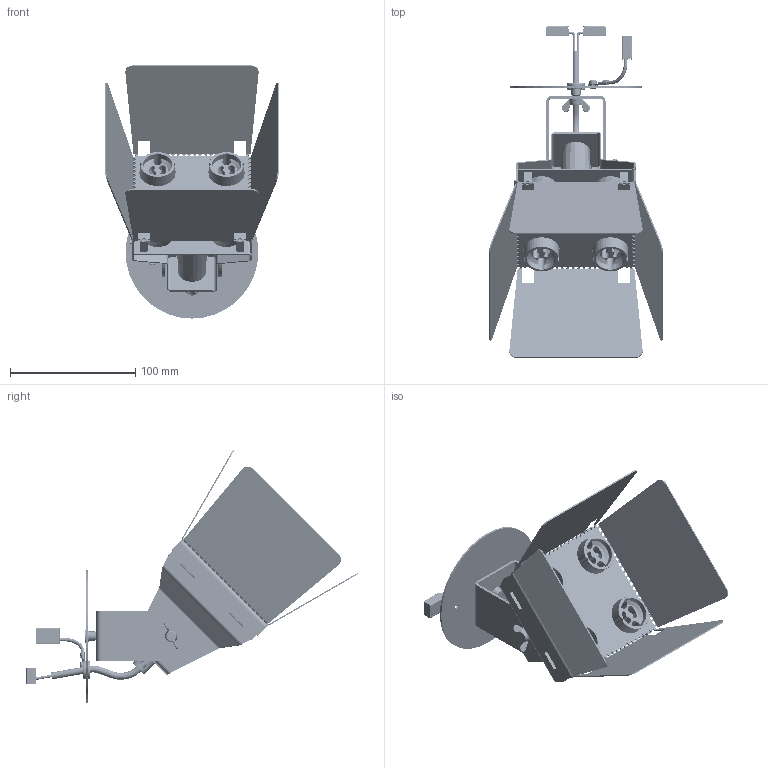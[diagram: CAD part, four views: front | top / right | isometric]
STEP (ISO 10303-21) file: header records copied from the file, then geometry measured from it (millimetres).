
FILE_DESCRIPTION (( 'STEP AP203' ), '1' );
FILE_NAME ('Ledspot_Spot4_Flush mount.STEP', '2025-09-17T12:30:21', ( '' ), ( '' ), 'SwSTEP 2.0', 'SolidWorks 2017', '' );
FILE_SCHEMA (( 'CONFIG_CONTROL_DESIGN' ));
Length unit declared in the file: millimetre
Products named in the file (20): Ledspot_Spot4_Flush mount; GU10 fitting_tai_hung; PHE_standard_canopy_cover_plate_V1.1 - Alu - Canopy cover plate; Steab_5169-0; Ledspot_internal_power_cord_4 spot; Ledspot_isolation_cylinder_cap_v2_V2.3; Ledspot-4_shade_bottom_part_v1.0_V1.2 - Aluminium; Steab_Grommet_Steab_Grommet_6201; M5-rivet_nut_Installed; Ledspot_isolation_cylinder_bottom_part_v2_V2.3; Rivet_4mm_Original; 221-412; Ledspot-4_shade_top_part_v1.0_V1.2 - Aluminium; Ledspot_ceiling_bracket_v1.1_V1.2 - Aluminium; Ledspot-4_reflector_V1.1 - Aluminium; Serrated_lock_washer_m4; Ledspot_isolation_cylinder_asm_v2_V2.3; M5x10 butterfly bolt_Verzinkt; Ledspot_internal_power_cord_flush_mount_Ledspot 2 and 4; Terminal Eyelet_PHE
Assembly tree (32 placements, depth 3):
  Ledspot_Spot4_Flush mount
    Ledspot_ceiling_bracket_v1.1_V1.2 - Aluminium
    Ledspot-4_shade_bottom_part_v1.0_V1.2 - Aluminium
    Ledspot-4_shade_top_part_v1.0_V1.2 - Aluminium
    Ledspot-4_reflector_V1.1 - Aluminium
    M5-rivet_nut_Installed  x3
    M5x10 butterfly bolt_Verzinkt  x3
    GU10 fitting_tai_hung  x4
    Steab_5169-0
    Ledspot_internal_power_cord_4 spot  x5
    PHE_standard_canopy_cover_plate_V1.1 - Alu - Canopy cover plate
    Steab_Grommet_Steab_Grommet_6201
    Terminal Eyelet_PHE
    Serrated_lock_washer_m4
    Rivet_4mm_Original
    Ledspot_internal_power_cord_flush_mount_Ledspot 2 and 4
    221-412  x3
    Ledspot_isolation_cylinder_asm_v2_V2.3
      Ledspot_isolation_cylinder_bottom_part_v2_V2.3
      Ledspot_isolation_cylinder_cap_v2_V2.3
Bounding box: 138.81 x 265.03 x 202.08 mm (x, y, z)
Volume: 152546.3 mm3; surface area: 240645.6 mm2
Topology: 39 solids, 39 shells, 2990 faces, 7682 edges, 4552 vertices
Faces by surface type: plane 1262, cylinder 973, bspline 397, torus 217, sphere 73, cone 68
Full cylindrical faces by diameter (mm): 1 x2, 1.749 x1, 2 x4, 2.5 x1, 2.8 x2, 3.6 x1, 4 x1, 4.1 x2, 4.3 x1, 4.4 x1, 5 x34, 5.3 x3, 5.5 x18, 6 x3, 6.4 x11, 7 x2, 7.2 x2, 7.5 x3, 8 x1, 10.2 x2, 10.5 x1, 10.53 x3, 13 x1, 14 x2, 22 x2, 23 x1, 25.7 x1, 29 x8, 106 x1
Entity records: 74796 total; most frequent: CARTESIAN_POINT 39797, ORIENTED_EDGE 7232, DIRECTION 6130, EDGE_CURVE 3616, AXIS2_PLACEMENT_3D 2315, VERTEX_POINT 2192, EDGE_LOOP 1630, FACE_OUTER_BOUND 1505
